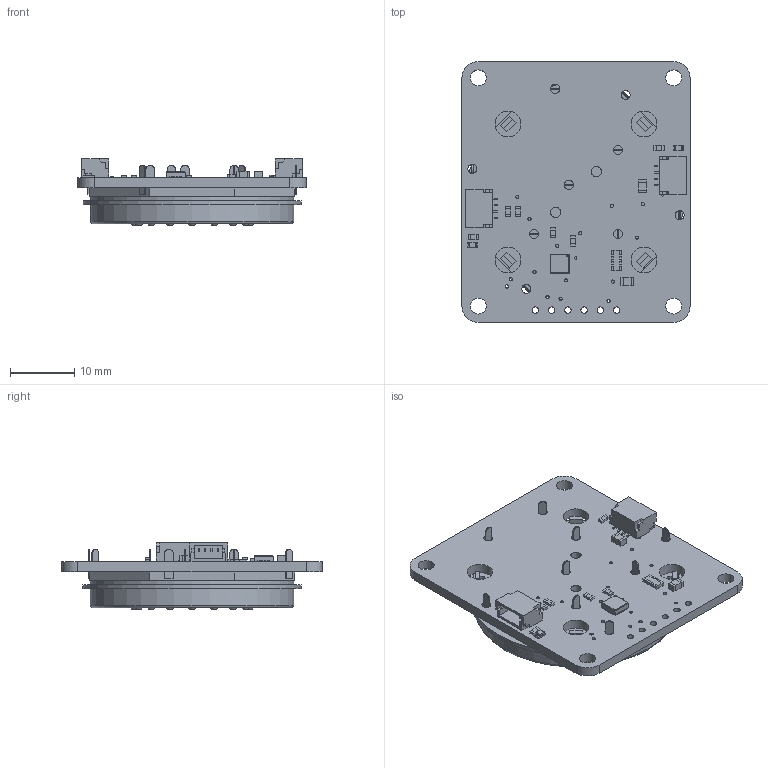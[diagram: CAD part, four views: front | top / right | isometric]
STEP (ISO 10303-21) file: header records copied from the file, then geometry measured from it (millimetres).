
FILE_DESCRIPTION(/* description */ (''),/* implementation_level */ '2;1');
FILE_NAME(/* name */ 'PCB Component.step',/* time_stamp */ '2023-05-22T09:15:26-04:00',/* author */ (''),/* organization */ (''),/* preprocessor_version */ 'ST-DEVELOPER v19.2',/* originating_system */ 'Autodesk Translation Framework v12.4.0.73',/* authorisation */ '');
FILE_SCHEMA (('AUTOMOTIVE_DESIGN { 1 0 10303 214 3 1 1 }'));
Length unit declared in the file: millimetre
Products named in the file (9): PCB Component; Board; 10uF; 10K; STEMMA_I2C_QT; red; ENCODER_ANO; ATTINY8X6_QFN; 10K Pack
Assembly tree (16 placements, depth 2):
  PCB Component
    Board
    10uF  x2
    10K  x6
    STEMMA_I2C_QT  x2
    red  x2
    ENCODER_ANO
    ATTINY8X6_QFN
    10K Pack
Bounding box: 35.56 x 40.64 x 10.33 mm (x, y, z)
Volume: 6733.4 mm3; surface area: 10003 mm2
Topology: 57 solids, 57 shells, 874 faces, 2160 edges, 1434 vertices
Faces by surface type: plane 746, cylinder 95, torus 20, bspline 8, cone 5
Full cylindrical faces by diameter (mm): 0.3 x1, 0.394 x1, 0.5 x20, 1 x6, 1.4 x9, 1.6 x2, 2.5 x4, 4 x4, 8 x2, 23 x2, 31.7 x2, 34 x1
Entity records: 19271 total; most frequent: CARTESIAN_POINT 3330, DIRECTION 3099, ORIENTED_EDGE 3082, EDGE_CURVE 1541, LINE 1265, VECTOR 1265, VERTEX_POINT 1022, AXIS2_PLACEMENT_3D 917
